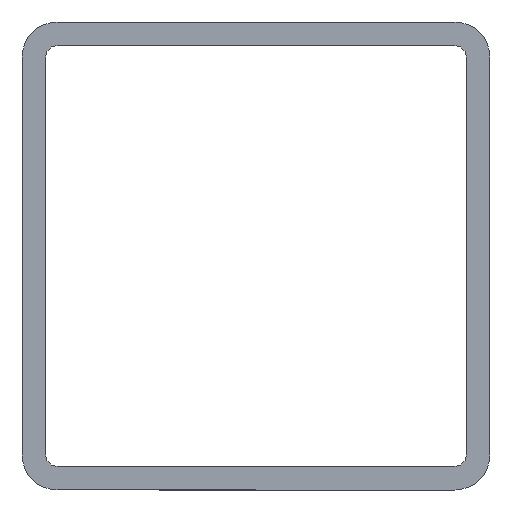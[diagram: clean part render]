
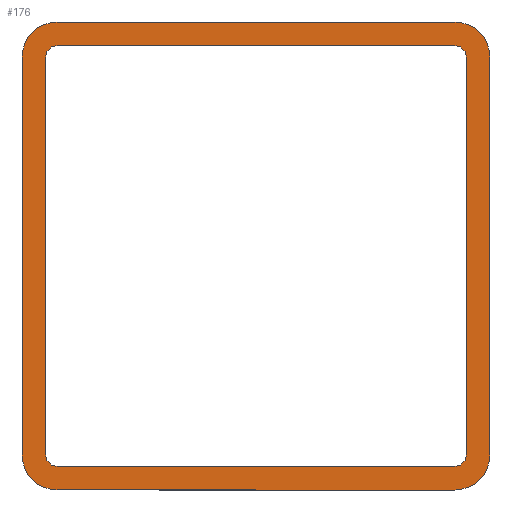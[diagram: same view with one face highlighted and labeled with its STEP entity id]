
A CAD part, front view. The second image highlights one B-rep face of the part: STEP entity #176.
In plain terms, the highlighted planar face has unit normal (0, -1, 0).
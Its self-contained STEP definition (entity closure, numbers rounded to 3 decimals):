
#9 = DIRECTION ( 'NONE',  ( 0., 0., -1. ) ) ;
#20 = DIRECTION ( 'NONE',  ( 0., 1., 0. ) ) ;
#27 = CIRCLE ( 'NONE', #1413, 1. ) ;
#46 = DIRECTION ( 'NONE',  ( 1., 0., 0. ) ) ;
#59 = CARTESIAN_POINT ( 'NONE',  ( -17., 0., -17. ) ) ;
#67 = EDGE_CURVE ( 'NONE', #426, #937, #243, .T. ) ;
#84 = VERTEX_POINT ( 'NONE', #355 ) ;
#90 = EDGE_CURVE ( 'NONE', #1411, #382, #1073, .T. ) ;
#94 = VERTEX_POINT ( 'NONE', #1173 ) ;
#96 = AXIS2_PLACEMENT_3D ( 'NONE', #750, #428, #1230 ) ;
#139 = EDGE_CURVE ( 'NONE', #937, #649, #486, .T. ) ;
#163 = LINE ( 'NONE', #500, #1323 ) ;
#171 = DIRECTION ( 'NONE',  ( 0., 1., 0. ) ) ;
#176 = ADVANCED_FACE ( 'NONE', ( #280, #1467 ), #1461, .F. ) ;
#224 = CIRCLE ( 'NONE', #542, 3. ) ;
#233 = VERTEX_POINT ( 'NONE', #653 ) ;
#242 = VECTOR ( 'NONE', #46, 1000. ) ;
#243 = LINE ( 'NONE', #1171, #1247 ) ;
#280 = FACE_BOUND ( 'NONE', #571, .T. ) ;
#285 = CARTESIAN_POINT ( 'NONE',  ( 20., 0., 17. ) ) ;
#304 = ORIENTED_EDGE ( 'NONE', *, *, #392, .T. ) ;
#315 = ORIENTED_EDGE ( 'NONE', *, *, #978, .F. ) ;
#328 = VERTEX_POINT ( 'NONE', #450 ) ;
#335 = ORIENTED_EDGE ( 'NONE', *, *, #67, .F. ) ;
#339 = CARTESIAN_POINT ( 'NONE',  ( 17., 0., 18. ) ) ;
#350 = CARTESIAN_POINT ( 'NONE',  ( 17., 0., -18. ) ) ;
#355 = CARTESIAN_POINT ( 'NONE',  ( -20., 0., 17. ) ) ;
#360 = CIRCLE ( 'NONE', #1250, 1. ) ;
#364 = EDGE_CURVE ( 'NONE', #688, #233, #163, .T. ) ;
#366 = CARTESIAN_POINT ( 'NONE',  ( -18., 0., 17. ) ) ;
#370 = CARTESIAN_POINT ( 'NONE',  ( -20., 0., 17. ) ) ;
#382 = VERTEX_POINT ( 'NONE', #1335 ) ;
#383 = DIRECTION ( 'NONE',  ( 0., 0., 1. ) ) ;
#392 = EDGE_CURVE ( 'NONE', #233, #1411, #360, .T. ) ;
#399 = DIRECTION ( 'NONE',  ( 0., 1., 0. ) ) ;
#403 = EDGE_CURVE ( 'NONE', #382, #1329, #27, .T. ) ;
#407 = DIRECTION ( 'NONE',  ( 0., 0., 1. ) ) ;
#411 = LINE ( 'NONE', #370, #856 ) ;
#414 = EDGE_CURVE ( 'NONE', #328, #84, #411, .T. ) ;
#416 = DIRECTION ( 'NONE',  ( 1., 0., 0. ) ) ;
#426 = VERTEX_POINT ( 'NONE', #285 ) ;
#428 = DIRECTION ( 'NONE',  ( 0., 1., 0. ) ) ;
#450 = CARTESIAN_POINT ( 'NONE',  ( -20., 0., -17. ) ) ;
#473 = ORIENTED_EDGE ( 'NONE', *, *, #1001, .F. ) ;
#486 = CIRCLE ( 'NONE', #678, 3. ) ;
#500 = CARTESIAN_POINT ( 'NONE',  ( 17., 0., -18. ) ) ;
#503 = EDGE_CURVE ( 'NONE', #649, #614, #644, .T. ) ;
#511 = CARTESIAN_POINT ( 'NONE',  ( -17., 0., -20. ) ) ;
#525 = DIRECTION ( 'NONE',  ( 0., 1., 0. ) ) ;
#532 = DIRECTION ( 'NONE',  ( -1., 0., 0. ) ) ;
#542 = AXIS2_PLACEMENT_3D ( 'NONE', #1397, #1449, #641 ) ;
#548 = CIRCLE ( 'NONE', #1234, 1. ) ;
#555 = CARTESIAN_POINT ( 'NONE',  ( -17., 0., 20. ) ) ;
#565 = VERTEX_POINT ( 'NONE', #867 ) ;
#571 = EDGE_LOOP ( 'NONE', ( #1158, #1475, #1271, #1152, #304, #1219, #836, #1494 ) ) ;
#588 = EDGE_LOOP ( 'NONE', ( #473, #838, #315, #857, #1105, #335, #1223, #698 ) ) ;
#593 = DIRECTION ( 'NONE',  ( 0., 1., 0. ) ) ;
#601 = VECTOR ( 'NONE', #858, 1000. ) ;
#608 = EDGE_CURVE ( 'NONE', #1329, #914, #859, .T. ) ;
#614 = VERTEX_POINT ( 'NONE', #511 ) ;
#641 = DIRECTION ( 'NONE',  ( 0., 0., 1. ) ) ;
#644 = LINE ( 'NONE', #878, #662 ) ;
#645 = VECTOR ( 'NONE', #416, 1000. ) ;
#649 = VERTEX_POINT ( 'NONE', #1044 ) ;
#653 = CARTESIAN_POINT ( 'NONE',  ( -17., 0., -18. ) ) ;
#662 = VECTOR ( 'NONE', #532, 1000. ) ;
#678 = AXIS2_PLACEMENT_3D ( 'NONE', #1051, #944, #712 ) ;
#688 = VERTEX_POINT ( 'NONE', #350 ) ;
#698 = ORIENTED_EDGE ( 'NONE', *, *, #809, .F. ) ;
#712 = DIRECTION ( 'NONE',  ( 0., 0., 1. ) ) ;
#716 = CARTESIAN_POINT ( 'NONE',  ( -17., 0., 17. ) ) ;
#721 = CARTESIAN_POINT ( 'NONE',  ( -17., 0., 18. ) ) ;
#734 = CARTESIAN_POINT ( 'NONE',  ( -17., 0., 17. ) ) ;
#743 = LINE ( 'NONE', #1216, #645 ) ;
#750 = CARTESIAN_POINT ( 'NONE',  ( -17., 0., 17. ) ) ;
#784 = EDGE_CURVE ( 'NONE', #565, #426, #224, .T. ) ;
#800 = EDGE_CURVE ( 'NONE', #94, #688, #805, .T. ) ;
#805 = CIRCLE ( 'NONE', #1150, 1. ) ;
#807 = VECTOR ( 'NONE', #9, 1000. ) ;
#809 = EDGE_CURVE ( 'NONE', #912, #565, #743, .T. ) ;
#812 = CARTESIAN_POINT ( 'NONE',  ( 18., 0., -17. ) ) ;
#836 = ORIENTED_EDGE ( 'NONE', *, *, #403, .T. ) ;
#838 = ORIENTED_EDGE ( 'NONE', *, *, #414, .F. ) ;
#855 = EDGE_CURVE ( 'NONE', #914, #1259, #548, .T. ) ;
#856 = VECTOR ( 'NONE', #871, 1000. ) ;
#857 = ORIENTED_EDGE ( 'NONE', *, *, #503, .F. ) ;
#858 = DIRECTION ( 'NONE',  ( 0., 0., 1. ) ) ;
#859 = LINE ( 'NONE', #1083, #242 ) ;
#867 = CARTESIAN_POINT ( 'NONE',  ( 17., 0., 20. ) ) ;
#871 = DIRECTION ( 'NONE',  ( 0., 0., 1. ) ) ;
#878 = CARTESIAN_POINT ( 'NONE',  ( 17., 0., -20. ) ) ;
#912 = VERTEX_POINT ( 'NONE', #555 ) ;
#914 = VERTEX_POINT ( 'NONE', #339 ) ;
#918 = CIRCLE ( 'NONE', #1269, 3. ) ;
#935 = DIRECTION ( 'NONE',  ( 0., 0., -1. ) ) ;
#937 = VERTEX_POINT ( 'NONE', #965 ) ;
#944 = DIRECTION ( 'NONE',  ( 0., 1., 0. ) ) ;
#965 = CARTESIAN_POINT ( 'NONE',  ( 20., 0., -17. ) ) ;
#978 = EDGE_CURVE ( 'NONE', #614, #328, #1464, .T. ) ;
#986 = DIRECTION ( 'NONE',  ( 0., 1., 0. ) ) ;
#1001 = EDGE_CURVE ( 'NONE', #84, #912, #918, .T. ) ;
#1007 = CARTESIAN_POINT ( 'NONE',  ( 17., 0., 17. ) ) ;
#1044 = CARTESIAN_POINT ( 'NONE',  ( 17., 0., -20. ) ) ;
#1051 = CARTESIAN_POINT ( 'NONE',  ( 17., 0., -17. ) ) ;
#1054 = DIRECTION ( 'NONE',  ( 0., 0., 1. ) ) ;
#1073 = LINE ( 'NONE', #366, #601 ) ;
#1083 = CARTESIAN_POINT ( 'NONE',  ( -17., 0., 18. ) ) ;
#1097 = DIRECTION ( 'NONE',  ( 0., 0., 1. ) ) ;
#1103 = CARTESIAN_POINT ( 'NONE',  ( 17., 0., -17. ) ) ;
#1105 = ORIENTED_EDGE ( 'NONE', *, *, #139, .F. ) ;
#1150 = AXIS2_PLACEMENT_3D ( 'NONE', #1103, #399, #407 ) ;
#1152 = ORIENTED_EDGE ( 'NONE', *, *, #364, .T. ) ;
#1158 = ORIENTED_EDGE ( 'NONE', *, *, #855, .T. ) ;
#1163 = CARTESIAN_POINT ( 'NONE',  ( 18., 0., 17. ) ) ;
#1171 = CARTESIAN_POINT ( 'NONE',  ( 20., 0., -17. ) ) ;
#1173 = CARTESIAN_POINT ( 'NONE',  ( 18., 0., -17. ) ) ;
#1193 = AXIS2_PLACEMENT_3D ( 'NONE', #1301, #593, #1054 ) ;
#1216 = CARTESIAN_POINT ( 'NONE',  ( -17., 0., 20. ) ) ;
#1219 = ORIENTED_EDGE ( 'NONE', *, *, #90, .T. ) ;
#1223 = ORIENTED_EDGE ( 'NONE', *, *, #784, .F. ) ;
#1230 = DIRECTION ( 'NONE',  ( 0., 0., 1. ) ) ;
#1234 = AXIS2_PLACEMENT_3D ( 'NONE', #1007, #171, #1097 ) ;
#1247 = VECTOR ( 'NONE', #935, 1000. ) ;
#1250 = AXIS2_PLACEMENT_3D ( 'NONE', #59, #525, #383 ) ;
#1259 = VERTEX_POINT ( 'NONE', #1163 ) ;
#1269 = AXIS2_PLACEMENT_3D ( 'NONE', #734, #20, #1415 ) ;
#1271 = ORIENTED_EDGE ( 'NONE', *, *, #800, .T. ) ;
#1272 = EDGE_CURVE ( 'NONE', #1259, #94, #1396, .T. ) ;
#1301 = CARTESIAN_POINT ( 'NONE',  ( -17., 0., -17. ) ) ;
#1323 = VECTOR ( 'NONE', #1417, 1000. ) ;
#1329 = VERTEX_POINT ( 'NONE', #721 ) ;
#1335 = CARTESIAN_POINT ( 'NONE',  ( -18., 0., 17. ) ) ;
#1396 = LINE ( 'NONE', #812, #807 ) ;
#1397 = CARTESIAN_POINT ( 'NONE',  ( 17., 0., 17. ) ) ;
#1411 = VERTEX_POINT ( 'NONE', #1468 ) ;
#1413 = AXIS2_PLACEMENT_3D ( 'NONE', #716, #986, #1452 ) ;
#1415 = DIRECTION ( 'NONE',  ( 0., 0., 1. ) ) ;
#1417 = DIRECTION ( 'NONE',  ( -1., 0., 0. ) ) ;
#1449 = DIRECTION ( 'NONE',  ( 0., 1., 0. ) ) ;
#1452 = DIRECTION ( 'NONE',  ( 0., 0., 1. ) ) ;
#1461 = PLANE ( 'NONE',  #96 ) ;
#1464 = CIRCLE ( 'NONE', #1193, 3. ) ;
#1467 = FACE_OUTER_BOUND ( 'NONE', #588, .T. ) ;
#1468 = CARTESIAN_POINT ( 'NONE',  ( -18., 0., -17. ) ) ;
#1475 = ORIENTED_EDGE ( 'NONE', *, *, #1272, .T. ) ;
#1494 = ORIENTED_EDGE ( 'NONE', *, *, #608, .T. ) ;
